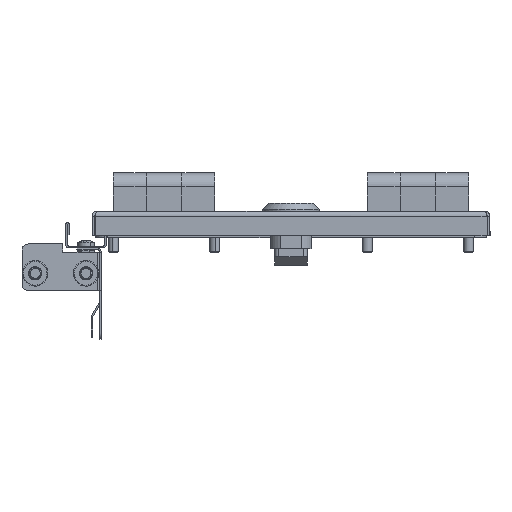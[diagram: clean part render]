
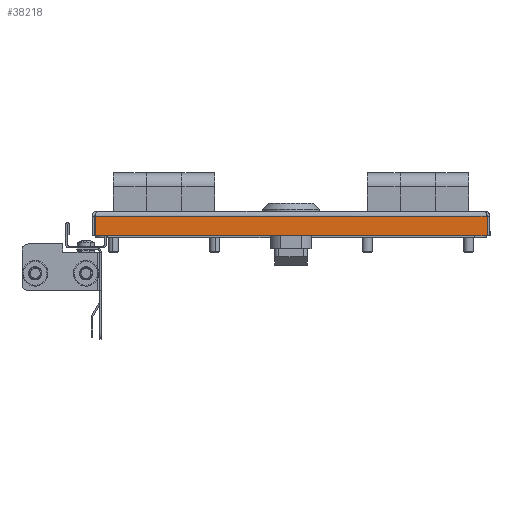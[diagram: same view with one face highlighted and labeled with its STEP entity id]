
A CAD part, left-side view. The second image highlights one B-rep face of the part: STEP entity #38218.
In plain terms, the highlighted planar face has unit normal (-1, 0, 0).
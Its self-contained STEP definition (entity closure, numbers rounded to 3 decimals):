
#1133 = EDGE_CURVE ( 'NONE', #10619, #34481, #36927, .T. ) ;
#3218 = CARTESIAN_POINT ( 'NONE',  ( -289.25, 96.528, 0. ) ) ;
#4049 = VERTEX_POINT ( 'NONE', #29984 ) ;
#6909 = LINE ( 'NONE', #11820, #47634 ) ;
#7301 = CARTESIAN_POINT ( 'NONE',  ( -289.25, -96.531, -12. ) ) ;
#7969 = CARTESIAN_POINT ( 'NONE',  ( -289.25, -98.002, -2.4 ) ) ;
#10196 = ORIENTED_EDGE ( 'NONE', *, *, #26703, .T. ) ;
#10619 = VERTEX_POINT ( 'NONE', #12285 ) ;
#11421 = CARTESIAN_POINT ( 'NONE',  ( -289.25, -96.531, -1.4 ) ) ;
#11649 = DIRECTION ( 'NONE',  ( 0., -1., 0. ) ) ;
#11820 = CARTESIAN_POINT ( 'NONE',  ( -289.25, -0.002, -12. ) ) ;
#12285 = CARTESIAN_POINT ( 'NONE',  ( -289.25, 96.528, -2.4 ) ) ;
#13099 = DIRECTION ( 'NONE',  ( 1., 0., 0. ) ) ;
#14628 = ORIENTED_EDGE ( 'NONE', *, *, #41597, .F. ) ;
#15353 = VERTEX_POINT ( 'NONE', #7301 ) ;
#15372 = VECTOR ( 'NONE', #42327, 1000. ) ;
#18184 = LINE ( 'NONE', #11421, #50900 ) ;
#18541 = FACE_OUTER_BOUND ( 'NONE', #46873, .T. ) ;
#24628 = DIRECTION ( 'NONE',  ( 0., 0., -1. ) ) ;
#26703 = EDGE_CURVE ( 'NONE', #34481, #15353, #6909, .T. ) ;
#29168 = CARTESIAN_POINT ( 'NONE',  ( -289.25, 96.528, -12. ) ) ;
#29396 = LINE ( 'NONE', #7969, #31199 ) ;
#29984 = CARTESIAN_POINT ( 'NONE',  ( -289.25, -96.531, -2.4 ) ) ;
#31199 = VECTOR ( 'NONE', #35496, 1000. ) ;
#31604 = EDGE_CURVE ( 'NONE', #4049, #15353, #18184, .T. ) ;
#34481 = VERTEX_POINT ( 'NONE', #29168 ) ;
#35496 = DIRECTION ( 'NONE',  ( 0., -1., 0. ) ) ;
#36494 = CARTESIAN_POINT ( 'NONE',  ( -289.25, -0.002, 0. ) ) ;
#36927 = LINE ( 'NONE', #3218, #15372 ) ;
#38218 = ADVANCED_FACE ( 'NONE', ( #18541 ), #44305, .F. ) ;
#39378 = ORIENTED_EDGE ( 'NONE', *, *, #1133, .T. ) ;
#39457 = AXIS2_PLACEMENT_3D ( 'NONE', #36494, #13099, #24628 ) ;
#41597 = EDGE_CURVE ( 'NONE', #10619, #4049, #29396, .T. ) ;
#42327 = DIRECTION ( 'NONE',  ( 0., 0., -1. ) ) ;
#44305 = PLANE ( 'NONE',  #39457 ) ;
#46049 = ORIENTED_EDGE ( 'NONE', *, *, #31604, .F. ) ;
#46873 = EDGE_LOOP ( 'NONE', ( #46049, #14628, #39378, #10196 ) ) ;
#47634 = VECTOR ( 'NONE', #11649, 1000. ) ;
#50264 = DIRECTION ( 'NONE',  ( 0., 0., -1. ) ) ;
#50900 = VECTOR ( 'NONE', #50264, 1000. ) ;
